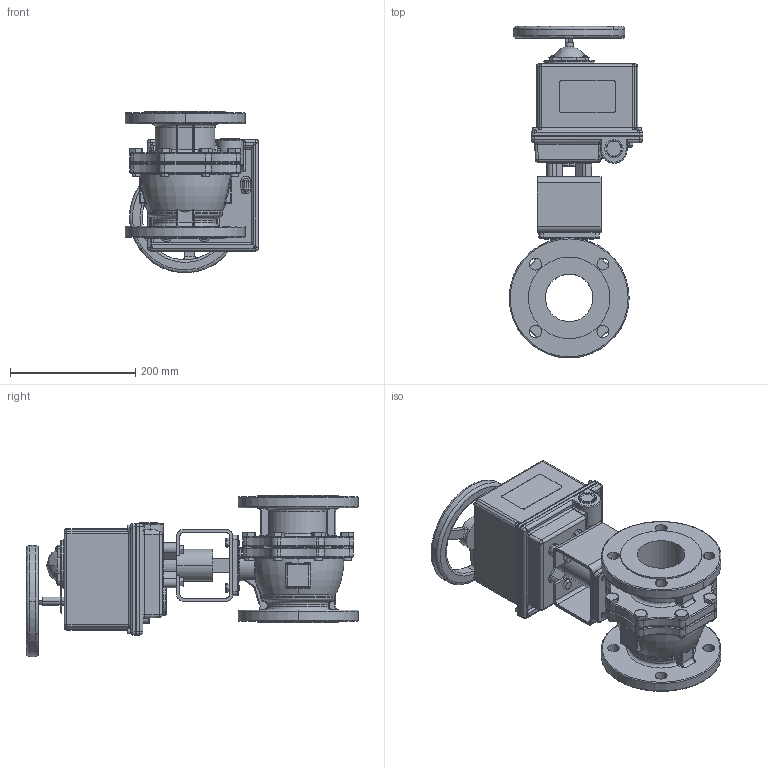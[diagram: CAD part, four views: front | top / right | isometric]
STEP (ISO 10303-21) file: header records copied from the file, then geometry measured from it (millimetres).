
FILE_DESCRIPTION (( 'STEP AP203' ), '1' );
FILE_NAME ('2000F-300_ER-15.STEP', '2018-01-03T21:26:01', ( '' ), ( '' ), 'SwSTEP 2.0', 'SolidWorks 2014', '' );
FILE_SCHEMA (( 'CONFIG_CONTROL_DESIGN' ));
Length unit declared in the file: inch
Products named in the file (1): 2000F-300_ER-15
Bounding box: 213.16 x 529.77 x 257.45 mm (x, y, z)
Surface area: 602660.9 mm2 (no closed solid volume)
Topology: 0 solids, 64 shells, 1178 faces, 3453 edges, 2256 vertices
Faces by surface type: cylinder 431, plane 326, bspline 211, torus 121, cone 77, sphere 12
Entity records: 53138 total; most frequent: CARTESIAN_POINT 23821, DIRECTION 5977, ORIENTED_EDGE 5856, EDGE_CURVE 3416, AXIS2_PLACEMENT_3D 2342, VERTEX_POINT 2256, CIRCLE 1374, VECTOR 1293
